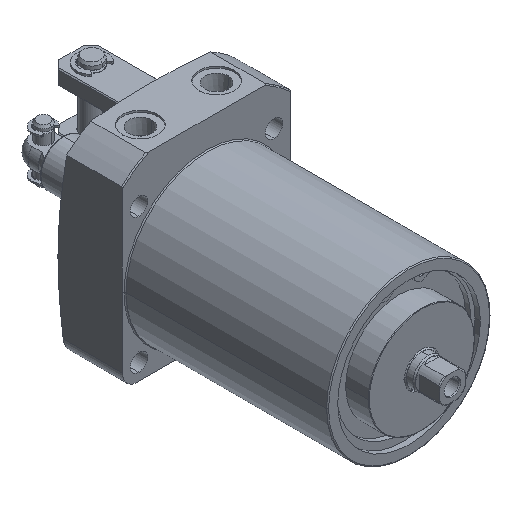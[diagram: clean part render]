
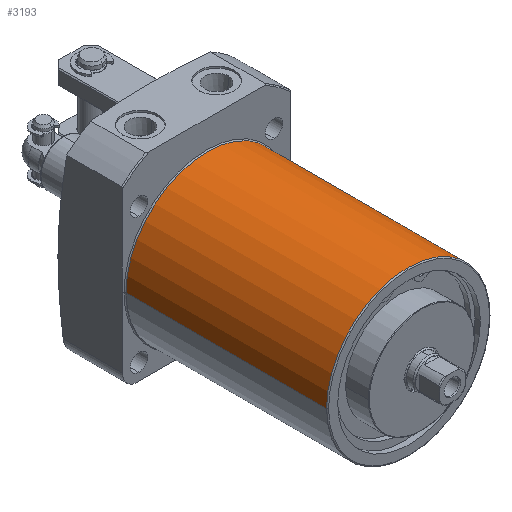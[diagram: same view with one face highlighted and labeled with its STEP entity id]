
A CAD part, isometric view. The second image highlights one B-rep face of the part: STEP entity #3193.
In plain terms, the highlighted cylindrical face has radius 32 mm (diameter 64 mm), a partial arc.
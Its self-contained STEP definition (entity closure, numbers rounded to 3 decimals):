
#1676 = CARTESIAN_POINT ( 'NONE',  ( -32., -29.1, 0. ) ) ;
#1689 = CARTESIAN_POINT ( 'NONE',  ( -32., -107.8, 0. ) ) ;
#1694 = CARTESIAN_POINT ( 'NONE',  ( 32., -107.8, 0. ) ) ;
#1794 = CARTESIAN_POINT ( 'NONE',  ( 0., 0., 0. ) ) ;
#1795 = DIRECTION ( 'NONE',  ( 0., 1., 0. ) ) ;
#1796 = DIRECTION ( 'NONE',  ( -1., 0., 0. ) ) ;
#2549 = EDGE_LOOP ( 'NONE', ( #4421, #4492, #4493, #4477 ) ) ;
#3002 = VERTEX_POINT ( 'NONE', #6671 ) ;
#3053 = VERTEX_POINT ( 'NONE', #1676 ) ;
#3066 = VERTEX_POINT ( 'NONE', #1689 ) ;
#3071 = VERTEX_POINT ( 'NONE', #1694 ) ;
#3193 = ADVANCED_FACE ( 'NONE', ( #5695 ), #5773, .T. ) ;
#4421 = ORIENTED_EDGE ( 'NONE', *, *, #7212, .T. ) ;
#4477 = ORIENTED_EDGE ( 'NONE', *, *, #7204, .F. ) ;
#4492 = ORIENTED_EDGE ( 'NONE', *, *, #7145, .T. ) ;
#4493 = ORIENTED_EDGE ( 'NONE', *, *, #7198, .F. ) ;
#5695 = FACE_OUTER_BOUND ( 'NONE', #2549, .T. ) ;
#5773 = CYLINDRICAL_SURFACE ( 'NONE', #5774, 32. ) ;
#5774 = AXIS2_PLACEMENT_3D ( 'NONE', #1794, #1795, #1796 ) ;
#6671 = CARTESIAN_POINT ( 'NONE',  ( 32., -29.1, 0. ) ) ;
#7145 = EDGE_CURVE ( 'NONE', #3071, #3002, #10626, .T. ) ;
#7198 = EDGE_CURVE ( 'NONE', #3053, #3002, #7563, .T. ) ;
#7204 = EDGE_CURVE ( 'NONE', #3066, #3053, #7687, .T. ) ;
#7212 = EDGE_CURVE ( 'NONE', #3066, #3071, #7570, .T. ) ;
#7563 = CIRCLE ( 'NONE', #9438, 32. ) ;
#7570 = CIRCLE ( 'NONE', #9453, 32. ) ;
#7668 = CARTESIAN_POINT ( 'NONE',  ( 0., -29.1, 0. ) ) ;
#7669 = DIRECTION ( 'NONE',  ( 0., 1., 0. ) ) ;
#7670 = DIRECTION ( 'NONE',  ( -1., 0., 0. ) ) ;
#7687 = LINE ( 'NONE', #7688, #9450 ) ;
#7688 = CARTESIAN_POINT ( 'NONE',  ( -32., 0., 0. ) ) ;
#7689 = DIRECTION ( 'NONE',  ( 0., 1., 0. ) ) ;
#7704 = CARTESIAN_POINT ( 'NONE',  ( 0., -107.8, 0. ) ) ;
#7711 = DIRECTION ( 'NONE',  ( 0., 1., 0. ) ) ;
#7712 = DIRECTION ( 'NONE',  ( -1., 0., 0. ) ) ;
#9395 = VECTOR ( 'NONE', #10628, 1000. ) ;
#9438 = AXIS2_PLACEMENT_3D ( 'NONE', #7668, #7669, #7670 ) ;
#9450 = VECTOR ( 'NONE', #7689, 1000. ) ;
#9453 = AXIS2_PLACEMENT_3D ( 'NONE', #7704, #7711, #7712 ) ;
#10626 = LINE ( 'NONE', #10627, #9395 ) ;
#10627 = CARTESIAN_POINT ( 'NONE',  ( 32., 0., 0. ) ) ;
#10628 = DIRECTION ( 'NONE',  ( 0., 1., 0. ) ) ;
